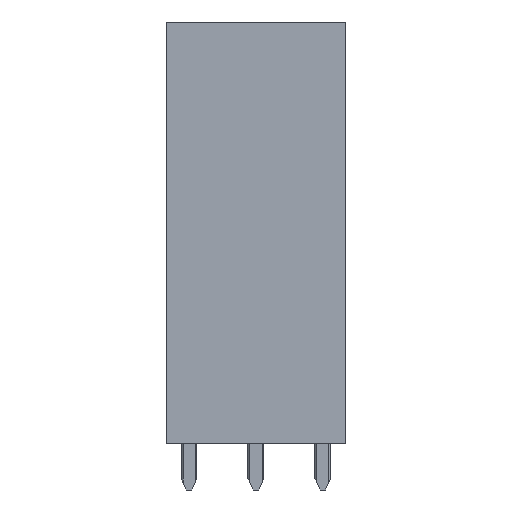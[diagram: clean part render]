
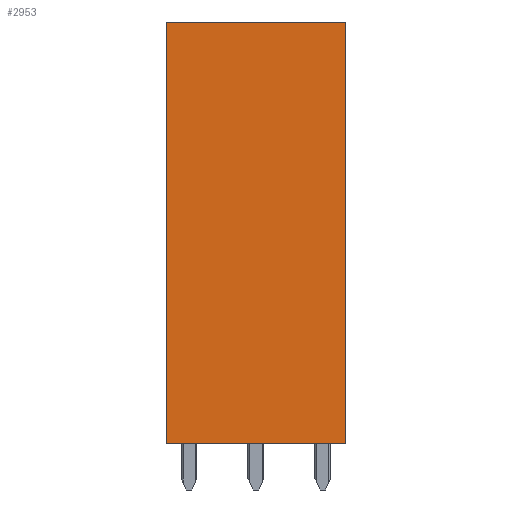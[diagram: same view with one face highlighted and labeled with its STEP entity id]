
A CAD part, left-side view. The second image highlights one B-rep face of the part: STEP entity #2953.
In plain terms, the highlighted planar face has unit normal (-1, 0, 0).
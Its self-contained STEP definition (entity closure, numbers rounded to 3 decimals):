
#2935=AXIS2_PLACEMENT_3D('Plane Axis2P3D',#2932,#2933,#2934) ;
#872=CARTESIAN_POINT('Vertex',(0.,13.6,35.5)) ;
#875=CARTESIAN_POINT('Line Origine',(0.,6.8,35.5)) ;
#879=CARTESIAN_POINT('Vertex',(0.,0.,35.5)) ;
#2884=CARTESIAN_POINT('Vertex',(0.,0.,3.5)) ;
#2887=CARTESIAN_POINT('Line Origine',(0.,6.8,3.5)) ;
#2891=CARTESIAN_POINT('Vertex',(0.,13.6,3.5)) ;
#2932=CARTESIAN_POINT('Axis2P3D Location',(0.,0.,0.)) ;
#2937=CARTESIAN_POINT('Line Origine',(0.,0.,19.5)) ;
#2942=CARTESIAN_POINT('Line Origine',(0.,13.6,19.5)) ;
#876=DIRECTION('Vector Direction',(0.,-1.,0.)) ;
#2888=DIRECTION('Vector Direction',(0.,1.,0.)) ;
#2933=DIRECTION('Axis2P3D Direction',(-1.,0.,0.)) ;
#2934=DIRECTION('Axis2P3D XDirection',(0.,0.,1.)) ;
#2938=DIRECTION('Vector Direction',(0.,0.,-1.)) ;
#2943=DIRECTION('Vector Direction',(0.,0.,1.)) ;
#877=VECTOR('Line Direction',#876,1.) ;
#2889=VECTOR('Line Direction',#2888,1.) ;
#2939=VECTOR('Line Direction',#2938,1.) ;
#2944=VECTOR('Line Direction',#2943,1.) ;
#2948=ORIENTED_EDGE('',*,*,#2941,.T.) ;
#2949=ORIENTED_EDGE('',*,*,#881,.T.) ;
#2950=ORIENTED_EDGE('',*,*,#2946,.T.) ;
#2951=ORIENTED_EDGE('',*,*,#2893,.T.) ;
#2953=ADVANCED_FACE('HOUSING',(#2952),#2936,.T.) ;
#881=EDGE_CURVE('',#880,#873,#878,.F.) ;
#2893=EDGE_CURVE('',#2892,#2885,#2890,.F.) ;
#2941=EDGE_CURVE('',#2885,#880,#2940,.F.) ;
#2946=EDGE_CURVE('',#873,#2892,#2945,.F.) ;
#2947=EDGE_LOOP('',(#2948,#2949,#2950,#2951)) ;
#2952=FACE_OUTER_BOUND('',#2947,.T.) ;
#878=LINE('Line',#875,#877) ;
#2890=LINE('Line',#2887,#2889) ;
#2940=LINE('Line',#2937,#2939) ;
#2945=LINE('Line',#2942,#2944) ;
#2936=PLANE('',#2935) ;
#873=VERTEX_POINT('',#872) ;
#880=VERTEX_POINT('',#879) ;
#2885=VERTEX_POINT('',#2884) ;
#2892=VERTEX_POINT('',#2891) ;
